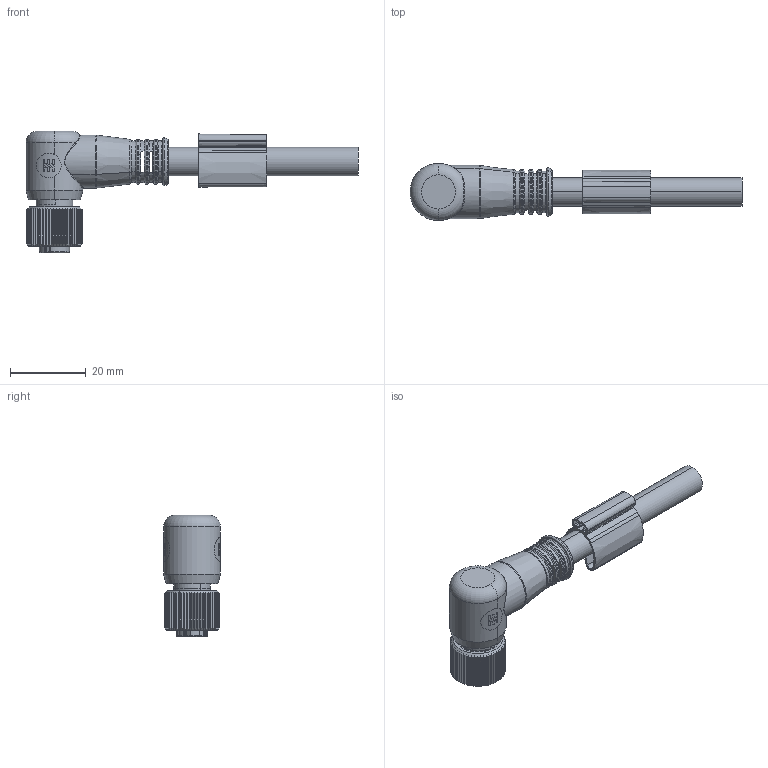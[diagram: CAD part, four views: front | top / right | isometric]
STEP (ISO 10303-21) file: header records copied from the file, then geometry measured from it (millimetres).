
FILE_DESCRIPTION(('CATIA V5 STEP Exchange','CAx-IF Rec.Pracs.--- Model Styling and Organization---1.5--- 2016-08-15','CAx-IF Rec.Pracs.---Supplemental Geometry---1.0---2011-11-01','CAx-IF Rec.Pracs.--- Composite Materials ---1.1---2010-07-15'),'2;1');
FILE_NAME ('1298966-2_0', '2025-06-04T06:31:14+00:00', ('none'), ('Weidmueller'), 'CATIA Version 5-6 Release 2022 SP4 HF5', 'CATIA V5 STEP AP214 v3', 'none');
FILE_SCHEMA(('AUTOMOTIVE_DESIGN { 1 0 10303 214 1 1 1 1 }'));
Length unit declared in the file: millimetre
Products named in the file (1): 2776730000
Bounding box: 87.5 x 15 x 32 mm (x, y, z)
Volume: 9997 mm3; surface area: 7868.7 mm2
Topology: 2 solids, 12 shells, 895 faces, 2421 edges, 1553 vertices
Faces by surface type: cylinder 339, plane 304, cone 131, torus 85, bspline 22, sphere 10, revolution 4
Entity records: 29116 total; most frequent: CARTESIAN_POINT 8532, ORIENTED_EDGE 4786, DIRECTION 2947, EDGE_CURVE 2393, VERTEX_POINT 1553, AXIS2_PLACEMENT_3D 1483, EDGE_LOOP 956, CIRCLE 897
